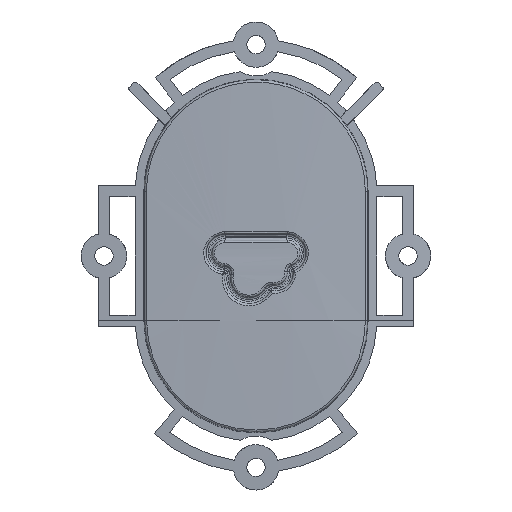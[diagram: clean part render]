
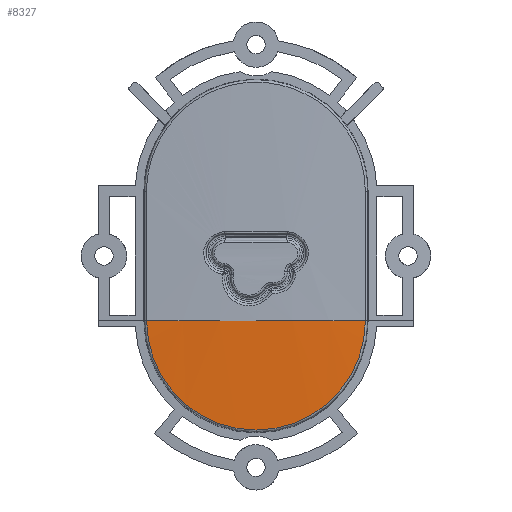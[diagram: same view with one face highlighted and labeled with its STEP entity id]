
A CAD part, front view. The second image highlights one B-rep face of the part: STEP entity #8327.
In plain terms, the highlighted spherical face has radius 162.083 mm.
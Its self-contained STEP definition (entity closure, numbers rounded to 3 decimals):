
#66 = DIRECTION ( 'NONE',  ( 0., -1., 0. ) ) ;
#318 = EDGE_CURVE ( 'NONE', #7695, #7826, #6131, .T. ) ;
#1523 = CARTESIAN_POINT ( 'NONE',  ( 0., 153.583, -68. ) ) ;
#1800 = EDGE_CURVE ( 'NONE', #2860, #7695, #4007, .T. ) ;
#1868 = ORIENTED_EDGE ( 'NONE', *, *, #318, .T. ) ;
#2003 = CARTESIAN_POINT ( 'NONE',  ( 0., 153.583, -68. ) ) ;
#2124 = CARTESIAN_POINT ( 'NONE',  ( -10.143, -8.182, -68. ) ) ;
#2241 = CARTESIAN_POINT ( 'NONE',  ( 0., -8.182, -78.143 ) ) ;
#2701 = CARTESIAN_POINT ( 'NONE',  ( 10.143, -8.182, -68. ) ) ;
#2731 = AXIS2_PLACEMENT_3D ( 'NONE', #6711, #8968, #9948 ) ;
#2772 = ORIENTED_EDGE ( 'NONE', *, *, #1800, .T. ) ;
#2860 = VERTEX_POINT ( 'NONE', #2124 ) ;
#2937 = AXIS2_PLACEMENT_3D ( 'NONE', #2003, #8137, #8291 ) ;
#3775 = DIRECTION ( 'NONE',  ( 1., 0., 0. ) ) ;
#4007 = CIRCLE ( 'NONE', #8736, 10.143 ) ;
#4052 = CIRCLE ( 'NONE', #8619, 162.083 ) ;
#4815 = EDGE_LOOP ( 'NONE', ( #9093, #2772, #1868 ) ) ;
#5012 = CARTESIAN_POINT ( 'NONE',  ( 0., -8.182, -68. ) ) ;
#5778 = EDGE_CURVE ( 'NONE', #7826, #2860, #4052, .T. ) ;
#6080 = DIRECTION ( 'NONE',  ( 0., 0., 1. ) ) ;
#6131 = CIRCLE ( 'NONE', #2731, 10.143 ) ;
#6711 = CARTESIAN_POINT ( 'NONE',  ( 0., -8.182, -68. ) ) ;
#7309 = SPHERICAL_SURFACE ( 'NONE', #2937, 162.083 ) ;
#7695 = VERTEX_POINT ( 'NONE', #2241 ) ;
#7826 = VERTEX_POINT ( 'NONE', #2701 ) ;
#8137 = DIRECTION ( 'NONE',  ( 0., 1., 0. ) ) ;
#8291 = DIRECTION ( 'NONE',  ( 0., 0., 1. ) ) ;
#8327 = ADVANCED_FACE ( 'NONE', ( #8898 ), #7309, .T. ) ;
#8560 = DIRECTION ( 'NONE',  ( 0., 0., -1. ) ) ;
#8619 = AXIS2_PLACEMENT_3D ( 'NONE', #1523, #8560, #3775 ) ;
#8736 = AXIS2_PLACEMENT_3D ( 'NONE', #5012, #66, #6080 ) ;
#8898 = FACE_OUTER_BOUND ( 'NONE', #4815, .T. ) ;
#8968 = DIRECTION ( 'NONE',  ( 0., -1., 0. ) ) ;
#9093 = ORIENTED_EDGE ( 'NONE', *, *, #5778, .T. ) ;
#9948 = DIRECTION ( 'NONE',  ( 0., 0., 1. ) ) ;
